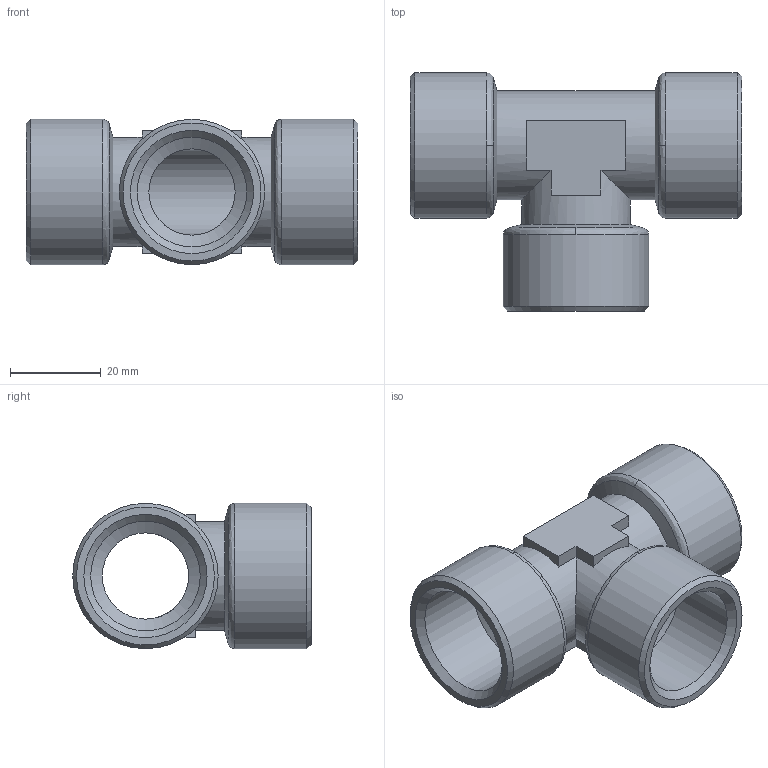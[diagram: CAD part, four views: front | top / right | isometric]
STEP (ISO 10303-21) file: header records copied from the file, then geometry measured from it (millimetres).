
FILE_DESCRIPTION(( 'RA.23.34.34.STEP' ), '1');
FILE_NAME( 'RA.23.34.34.STEP', '2018-11-09T15:46:59',( 'Sopra'),('sopra-pneumatic.com'), 'SwSTEP 2.0','SolidWorks 2009','' );
FILE_SCHEMA (( 'AUTOMOTIVE_DESIGN' ));
Length unit declared in the file: millimetre
Products named in the file (1): 0400000010700A
Bounding box: 73 x 52.5 x 32 mm (x, y, z)
Volume: 27436.2 mm3; surface area: 17194.1 mm2
Topology: 1 solids, 1 shells, 49 faces, 120 edges, 72 vertices
Faces by surface type: plane 21, cone 12, cylinder 10, bspline 6
Full cylindrical faces by diameter (mm): 19 x2, 24 x2, 24.117 x3, 32 x3
Entity records: 1364 total; most frequent: CARTESIAN_POINT 328, DIRECTION 208, ORIENTED_EDGE 182, EDGE_CURVE 91, AXIS2_PLACEMENT_3D 83, EDGE_LOOP 76, VERTEX_POINT 67, FACE_OUTER_BOUND 59
